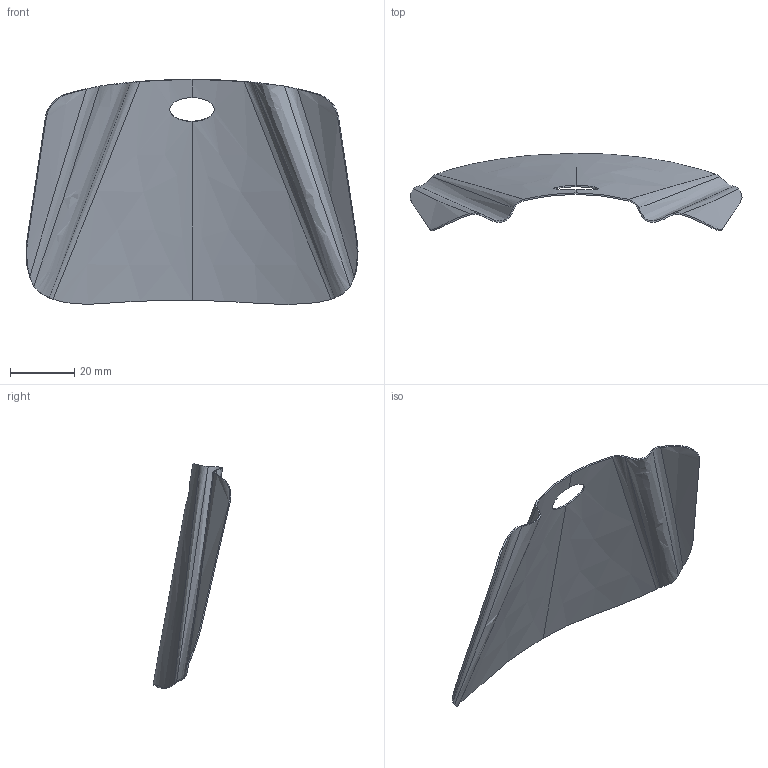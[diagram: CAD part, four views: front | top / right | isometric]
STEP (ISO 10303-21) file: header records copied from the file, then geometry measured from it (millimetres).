
FILE_DESCRIPTION(('FreeCAD Model'),'2;1');
FILE_NAME('Open CASCADE Shape Model','2025-05-04T06:50:24',('FreeCAD'),( 'FreeCAD'),'Open CASCADE STEP processor 7.6','FreeCAD','Unknown');
FILE_SCHEMA(('AUTOMOTIVE_DESIGN { 1 0 10303 214 1 1 1 1 }'));
Length unit declared in the file: millimetre
Products named in the file (1): Open CASCADE STEP translator 7.6 1
Bounding box: 103.7 x 24.3 x 70.34 mm (x, y, z)
Volume: 3305.3 mm3; surface area: 14351.5 mm2
Topology: 1 solids, 1 shells, 51 faces, 113 edges, 62 vertices
Faces by surface type: bspline 51
Entity records: 7496 total; most frequent: CARTESIAN_POINT 6769, ORIENTED_EDGE 226, EDGE_CURVE 113, B_SPLINE_CURVE_WITH_KNOTS 113, VERTEX_POINT 62, ADVANCED_FACE 51, FACE_BOUND 51, EDGE_LOOP 51
